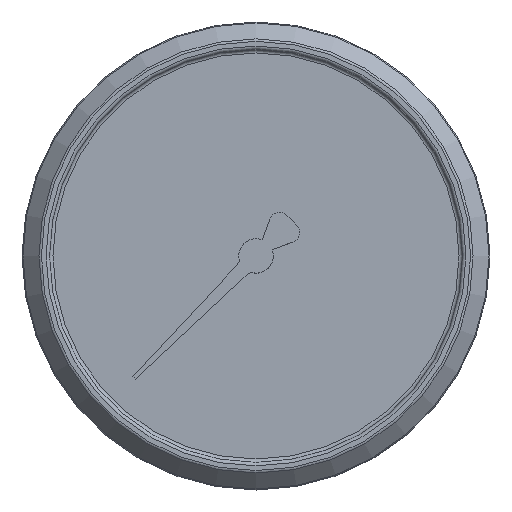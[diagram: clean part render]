
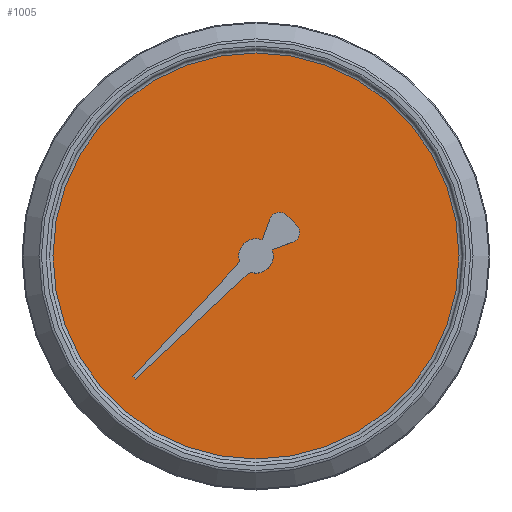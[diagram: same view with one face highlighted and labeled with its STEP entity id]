
A CAD part, top view. The second image highlights one B-rep face of the part: STEP entity #1005.
In plain terms, the highlighted planar face has unit normal (0, 0, 1).
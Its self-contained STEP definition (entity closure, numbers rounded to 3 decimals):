
#60=CIRCLE('',#1072,29.5);
#61=CIRCLE('',#1073,2.5);
#62=CIRCLE('',#1074,1.5);
#63=CIRCLE('',#1075,1.5);
#64=CIRCLE('',#1076,2.5);
#131=ORIENTED_EDGE('',*,*,#293,.F.);
#132=ORIENTED_EDGE('',*,*,#294,.F.);
#133=ORIENTED_EDGE('',*,*,#295,.F.);
#134=ORIENTED_EDGE('',*,*,#296,.F.);
#135=ORIENTED_EDGE('',*,*,#297,.F.);
#136=ORIENTED_EDGE('',*,*,#298,.F.);
#137=ORIENTED_EDGE('',*,*,#299,.F.);
#138=ORIENTED_EDGE('',*,*,#300,.F.);
#139=ORIENTED_EDGE('',*,*,#301,.F.);
#140=ORIENTED_EDGE('',*,*,#302,.F.);
#141=ORIENTED_EDGE('',*,*,#303,.F.);
#293=EDGE_CURVE('',#366,#366,#60,.T.);
#294=EDGE_CURVE('',#367,#368,#428,.T.);
#295=EDGE_CURVE('',#369,#367,#61,.F.);
#296=EDGE_CURVE('',#370,#369,#429,.T.);
#297=EDGE_CURVE('',#371,#370,#62,.F.);
#298=EDGE_CURVE('',#372,#371,#430,.T.);
#299=EDGE_CURVE('',#373,#372,#63,.F.);
#300=EDGE_CURVE('',#374,#373,#431,.T.);
#301=EDGE_CURVE('',#375,#374,#64,.F.);
#302=EDGE_CURVE('',#376,#375,#432,.T.);
#303=EDGE_CURVE('',#368,#376,#433,.T.);
#366=VERTEX_POINT('',#1432);
#367=VERTEX_POINT('',#1434);
#368=VERTEX_POINT('',#1435);
#369=VERTEX_POINT('',#1437);
#370=VERTEX_POINT('',#1439);
#371=VERTEX_POINT('',#1441);
#372=VERTEX_POINT('',#1443);
#373=VERTEX_POINT('',#1445);
#374=VERTEX_POINT('',#1447);
#375=VERTEX_POINT('',#1449);
#376=VERTEX_POINT('',#1451);
#428=LINE('',#1433,#470);
#429=LINE('',#1438,#471);
#430=LINE('',#1442,#472);
#431=LINE('',#1446,#473);
#432=LINE('',#1450,#474);
#433=LINE('',#1452,#475);
#470=VECTOR('',#1210,1000.);
#471=VECTOR('',#1213,1000.);
#472=VECTOR('',#1216,1000.);
#473=VECTOR('',#1219,1000.);
#474=VECTOR('',#1222,1000.);
#475=VECTOR('',#1223,1000.);
#502=EDGE_LOOP('',(#131));
#503=EDGE_LOOP('',(#132,#133,#134,#135,#136,#137,#138,#139,#140,#141));
#574=FACE_BOUND('',#502,.T.);
#575=FACE_BOUND('',#503,.T.);
#641=PLANE('',#1071);
#1005=ADVANCED_FACE('',(#574,#575),#641,.F.);
#1071=AXIS2_PLACEMENT_3D('',#1430,#1206,#1207);
#1072=AXIS2_PLACEMENT_3D('',#1431,#1208,#1209);
#1073=AXIS2_PLACEMENT_3D('',#1436,#1211,#1212);
#1074=AXIS2_PLACEMENT_3D('',#1440,#1214,#1215);
#1075=AXIS2_PLACEMENT_3D('',#1444,#1217,#1218);
#1076=AXIS2_PLACEMENT_3D('',#1448,#1220,#1221);
#1206=DIRECTION('',(0.,0.,-1.));
#1207=DIRECTION('',(-1.,0.,0.));
#1208=DIRECTION('',(0.,0.,-1.));
#1209=DIRECTION('',(-1.,0.,0.));
#1210=DIRECTION('',(-0.682,-0.731,0.));
#1211=DIRECTION('',(0.,0.,-1.));
#1212=DIRECTION('',(-1.,0.,0.));
#1213=DIRECTION('',(-0.342,-0.94,0.));
#1214=DIRECTION('',(0.,0.,-1.));
#1215=DIRECTION('',(-1.,0.,0.));
#1216=DIRECTION('',(-0.707,0.707,0.));
#1217=DIRECTION('',(0.,0.,-1.));
#1218=DIRECTION('',(-1.,0.,0.));
#1219=DIRECTION('',(0.94,0.342,0.));
#1220=DIRECTION('',(0.,0.,-1.));
#1221=DIRECTION('',(-1.,0.,0.));
#1222=DIRECTION('',(0.731,0.682,0.));
#1223=DIRECTION('',(0.707,-0.707,0.));
#1430=CARTESIAN_POINT('',(0.,0.,30.5));
#1431=CARTESIAN_POINT('',(0.,0.,30.5));
#1432=CARTESIAN_POINT('',(-29.5,0.,30.5));
#1433=CARTESIAN_POINT('',(-0.822,0.767,30.5));
#1434=CARTESIAN_POINT('',(-2.345,-0.866,30.5));
#1435=CARTESIAN_POINT('',(-17.897,-17.543,30.5));
#1436=CARTESIAN_POINT('',(0.,0.,30.5));
#1437=CARTESIAN_POINT('',(0.912,2.328,30.5));
#1438=CARTESIAN_POINT('',(0.058,-0.021,30.5));
#1439=CARTESIAN_POINT('',(2.013,5.35,30.5));
#1440=CARTESIAN_POINT('',(3.422,4.837,30.5));
#1441=CARTESIAN_POINT('',(4.483,5.898,30.5));
#1442=CARTESIAN_POINT('',(5.19,5.19,30.5));
#1443=CARTESIAN_POINT('',(5.898,4.483,30.5));
#1444=CARTESIAN_POINT('',(4.837,3.422,30.5));
#1445=CARTESIAN_POINT('',(5.35,2.013,30.5));
#1446=CARTESIAN_POINT('',(-0.021,0.058,30.5));
#1447=CARTESIAN_POINT('',(2.328,0.912,30.5));
#1448=CARTESIAN_POINT('',(0.,0.,30.5));
#1449=CARTESIAN_POINT('',(-0.866,-2.345,30.5));
#1450=CARTESIAN_POINT('',(0.767,-0.822,30.5));
#1451=CARTESIAN_POINT('',(-17.543,-17.897,30.5));
#1452=CARTESIAN_POINT('',(-17.72,-17.72,30.5));
